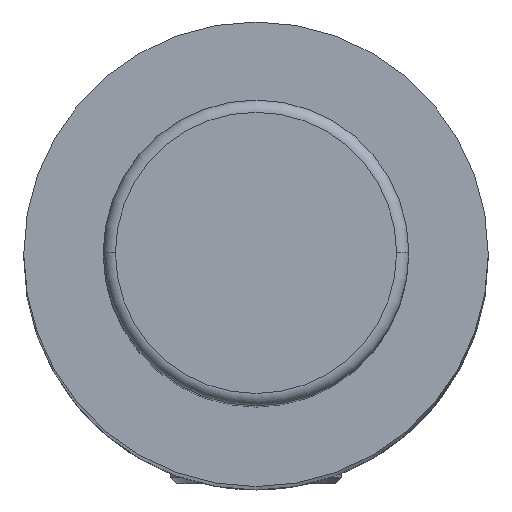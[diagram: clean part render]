
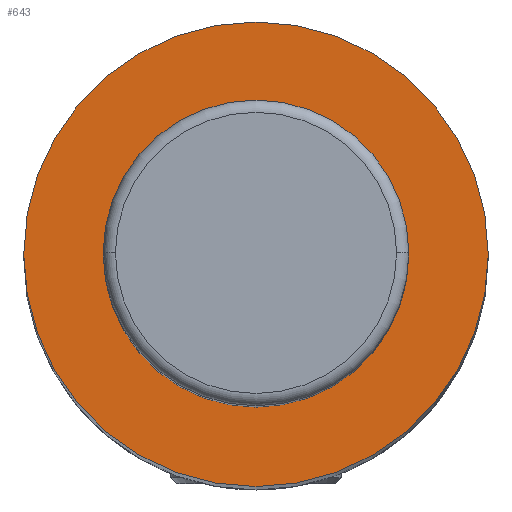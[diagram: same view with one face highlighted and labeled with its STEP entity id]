
A CAD part, top view. The second image highlights one B-rep face of the part: STEP entity #643.
In plain terms, the highlighted planar face has unit normal (0, 0, 1).
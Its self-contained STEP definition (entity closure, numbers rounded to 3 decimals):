
#23 = AXIS2_PLACEMENT_3D ( 'NONE', #881, #2220, #1093 ) ;
#66 = CIRCLE ( 'NONE', #23, 19. ) ;
#67 = CARTESIAN_POINT ( 'NONE',  ( -12.5, 0., 160. ) ) ;
#74 = ORIENTED_EDGE ( 'NONE', *, *, #1628, .F. ) ;
#106 = CARTESIAN_POINT ( 'NONE',  ( 19., 0., 160. ) ) ;
#150 = DIRECTION ( 'NONE',  ( 0., 0., -1. ) ) ;
#266 = DIRECTION ( 'NONE',  ( 0., 0., 1. ) ) ;
#442 = ORIENTED_EDGE ( 'NONE', *, *, #1384, .T. ) ;
#496 = CIRCLE ( 'NONE', #1374, 12.5 ) ;
#548 = CARTESIAN_POINT ( 'NONE',  ( 12.5, 0., 160. ) ) ;
#643 = ADVANCED_FACE ( 'NONE', ( #1156, #732 ), #1284, .T. ) ;
#732 = FACE_OUTER_BOUND ( 'NONE', #1468, .T. ) ;
#762 = CARTESIAN_POINT ( 'NONE',  ( -19., 0., 160. ) ) ;
#774 = AXIS2_PLACEMENT_3D ( 'NONE', #1380, #150, #1567 ) ;
#791 = CARTESIAN_POINT ( 'NONE',  ( 0., 0., 160. ) ) ;
#793 = VERTEX_POINT ( 'NONE', #106 ) ;
#881 = CARTESIAN_POINT ( 'NONE',  ( 0., 0., 160. ) ) ;
#912 = CARTESIAN_POINT ( 'NONE',  ( 0., 0., 160. ) ) ;
#920 = VERTEX_POINT ( 'NONE', #762 ) ;
#1002 = DIRECTION ( 'NONE',  ( -1., 0., 0. ) ) ;
#1093 = DIRECTION ( 'NONE',  ( -1., 0., 0. ) ) ;
#1130 = DIRECTION ( 'NONE',  ( -1., 0., 0. ) ) ;
#1156 = FACE_BOUND ( 'NONE', #1901, .T. ) ;
#1171 = EDGE_CURVE ( 'NONE', #793, #920, #66, .T. ) ;
#1284 = PLANE ( 'NONE',  #2133 ) ;
#1374 = AXIS2_PLACEMENT_3D ( 'NONE', #912, #2254, #1130 ) ;
#1380 = CARTESIAN_POINT ( 'NONE',  ( 0., 0., 160. ) ) ;
#1384 = EDGE_CURVE ( 'NONE', #1415, #1528, #1686, .T. ) ;
#1415 = VERTEX_POINT ( 'NONE', #548 ) ;
#1468 = EDGE_LOOP ( 'NONE', ( #74, #2483 ) ) ;
#1528 = VERTEX_POINT ( 'NONE', #1945 ) ;
#1567 = DIRECTION ( 'NONE',  ( -1., 0., 0. ) ) ;
#1628 = EDGE_CURVE ( 'NONE', #920, #793, #1836, .T. ) ;
#1665 = DIRECTION ( 'NONE',  ( 1., 0., 0. ) ) ;
#1686 = CIRCLE ( 'NONE', #774, 12.5 ) ;
#1836 = CIRCLE ( 'NONE', #2065, 19. ) ;
#1901 = EDGE_LOOP ( 'NONE', ( #2373, #442 ) ) ;
#1945 = CARTESIAN_POINT ( 'NONE',  ( -12.5, 0., 160. ) ) ;
#2065 = AXIS2_PLACEMENT_3D ( 'NONE', #791, #2146, #1002 ) ;
#2109 = EDGE_CURVE ( 'NONE', #1528, #1415, #496, .T. ) ;
#2133 = AXIS2_PLACEMENT_3D ( 'NONE', #67, #266, #1665 ) ;
#2146 = DIRECTION ( 'NONE',  ( 0., 0., -1. ) ) ;
#2220 = DIRECTION ( 'NONE',  ( 0., 0., -1. ) ) ;
#2254 = DIRECTION ( 'NONE',  ( 0., 0., -1. ) ) ;
#2373 = ORIENTED_EDGE ( 'NONE', *, *, #2109, .T. ) ;
#2483 = ORIENTED_EDGE ( 'NONE', *, *, #1171, .F. ) ;
